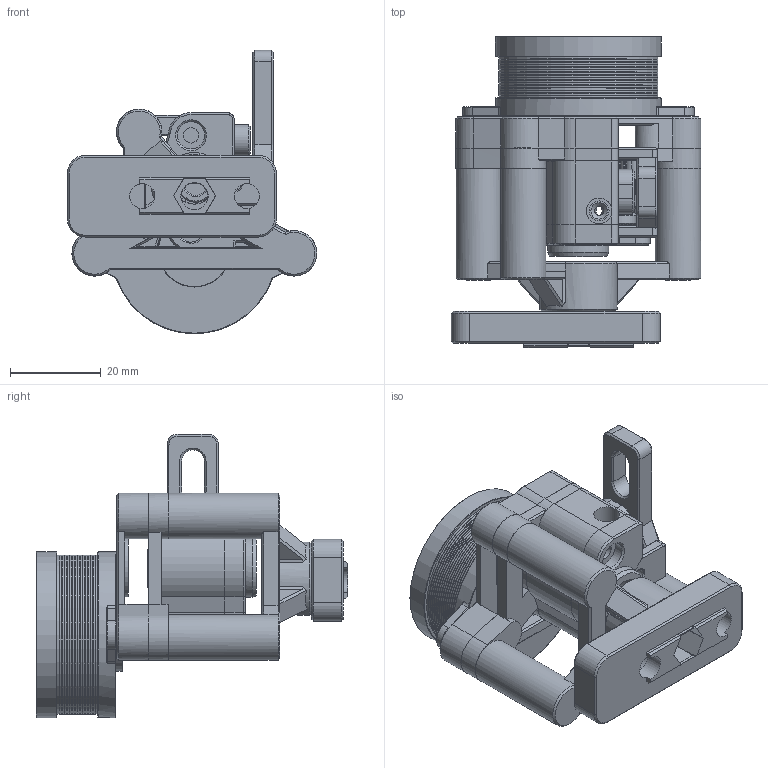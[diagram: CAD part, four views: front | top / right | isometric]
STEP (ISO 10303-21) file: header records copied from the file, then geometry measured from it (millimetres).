
FILE_DESCRIPTION(/* description */ ('STEP AP242','CAx-IF Rec.Pracs.---Representation and Presentation of Product Manufacturing Information (PMI)---4.0---2014-10-13','CAx-IF Rec.Pracs.---3D Tessellated Geometry---0.4---2014-09-14','2;1'),/* implementation_level */ '2;1');
FILE_NAME(/* name */ '6306e94427e2193ee5fcedad',/* time_stamp */ '2022-08-25T03:15:18+00:00',/* author */ (''),/* organization */ (''),/* preprocessor_version */ 'ST-DEVELOPER v18.102',/* originating_system */ ' ',/* authorisation */ ' ');
FILE_SCHEMA (('AP242_MANAGED_MODEL_BASED_3D_ENGINEERING_MIM_LF { 1 0 10303 442 1 1 4 }'));
Length unit declared in the file: metre
Products named in the file (11): Pestel_Rotational_Bowden; Transmission Plate; Gears; NEMA14; Main Body -Plate; Main Body -Base; Lever; Rotator; Gantry Mount; Main Body -Top
Assembly tree (10 placements, depth 2):
  Pestel_Rotational_Bowden
    Transmission Plate
    Gears
    NEMA14
    Main Body -Plate
    Main Body -Base
    Lever
    Rotator
    Gantry Mount
    Main Body -Top
    Gears
Bounding box: 54.89 x 68.53 x 62.35 mm (x, y, z)
Volume: 46105.8 mm3; surface area: 27837.5 mm2
Topology: 10 solids, 15 shells, 1198 faces, 3110 edges, 1961 vertices
Faces by surface type: plane 478, cylinder 383, cone 149, torus 138, bspline 50
Full cylindrical faces by diameter (mm): 2 x3, 2.5 x1, 3 x3, 3.2 x3, 3.25 x6, 3.4 x5, 3.6 x2, 4.06 x2, 4.4 x2, 4.7 x10, 5 x3, 5.5 x2, 5.65 x2, 6 x2, 6.11 x1, 6.182 x1, 6.25 x3, 6.5 x1, 6.79 x1, 8 x5, 9 x2, 9.3 x1, 10 x5, 13.3 x1, 13.38 x1, 16 x1, 35 x16, 36.5 x2
Entity records: 38323 total; most frequent: CARTESIAN_POINT 9195, DIRECTION 6016, ORIENTED_EDGE 5772, EDGE_CURVE 2886, AXIS2_PLACEMENT_3D 2339, VERTEX_POINT 1897, FACE_BOUND 1453, EDGE_LOOP 1452
